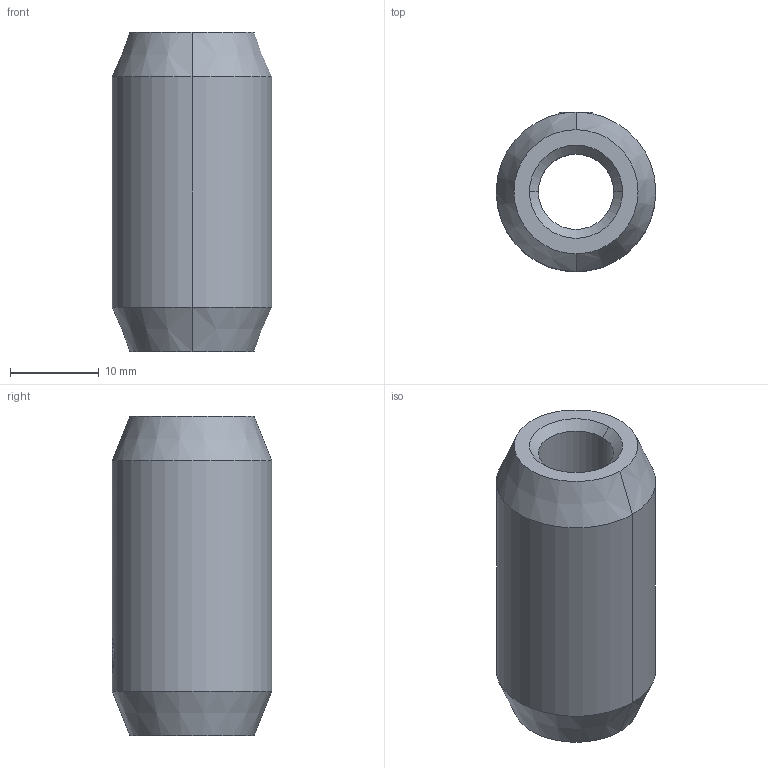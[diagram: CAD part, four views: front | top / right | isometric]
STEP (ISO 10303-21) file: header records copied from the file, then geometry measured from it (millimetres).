
FILE_DESCRIPTION (( 'STEP AP203' ), '1' );
FILE_NAME ('50488-240.step', '2020-10-01T11:08:10', ( '' ), ( '' ), 'SwSTEP 2.0', 'SolidWorks 2018', '' );
FILE_SCHEMA (( 'CONFIG_CONTROL_DESIGN' ));
Length unit declared in the file: millimetre
Products named in the file (6): 50488-240; DIN913_DIN 913 M5x3; DIN913; 5048X-240 Teil1_50488-240 Teil1; 5048X-240 Teil1
Assembly tree (3 placements, depth 2):
  50488-240
    5048X-240 Teil1_50488-240 Teil1
    DIN913_DIN 913 M5x3
  50488-240
    DIN913
  5048X-240 Teil1
Bounding box: 18 x 18 x 36 mm (x, y, z)
Volume: 5512 mm3; surface area: 3431.5 mm2
Topology: 2 solids, 2 shells, 281 faces, 727 edges, 477 vertices
Faces by surface type: bspline 114, plane 113, cylinder 38, cone 16
Entity records: 14895 total; most frequent: CARTESIAN_POINT 8197, ORIENTED_EDGE 1448, DIRECTION 952, EDGE_CURVE 724, VERTEX_POINT 475, LINE 348, VECTOR 348, EDGE_LOOP 313
